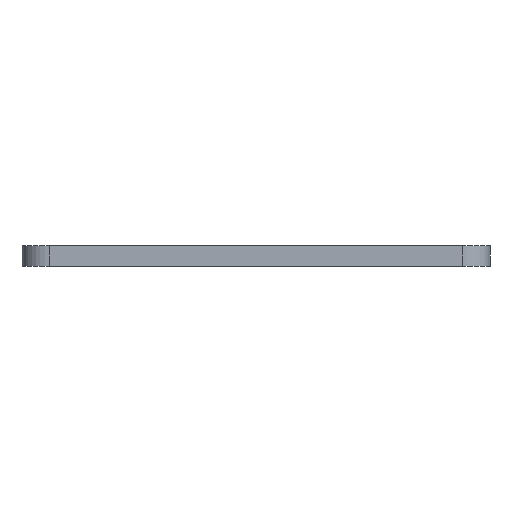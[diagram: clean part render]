
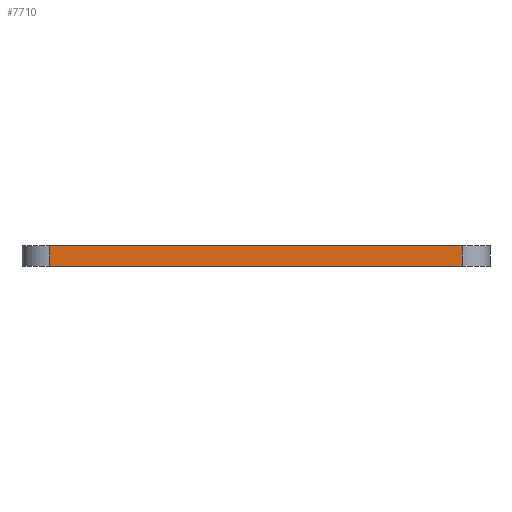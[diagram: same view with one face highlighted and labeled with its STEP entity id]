
A CAD part, left-side view. The second image highlights one B-rep face of the part: STEP entity #7710.
In plain terms, the highlighted planar face has unit normal (-1, 0, 0).
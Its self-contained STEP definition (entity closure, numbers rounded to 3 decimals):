
#234=PLANE('',#7921);
#633=FACE_OUTER_BOUND('',#1061,.T.);
#1061=EDGE_LOOP('',(#7060,#7061,#7062,#7063));
#1743=LINE('',#15012,#2435);
#1750=LINE('',#15040,#2442);
#1754=LINE('',#15057,#2446);
#1755=LINE('',#15059,#2447);
#2435=VECTOR('',#8947,10.);
#2442=VECTOR('',#8976,10.);
#2446=VECTOR('',#8996,10.);
#2447=VECTOR('',#8999,10.);
#3639=VERTEX_POINT('',#15009);
#3640=VERTEX_POINT('',#15011);
#3649=VERTEX_POINT('',#15037);
#3650=VERTEX_POINT('',#15039);
#4774=EDGE_CURVE('',#3639,#3640,#1743,.T.);
#4787=EDGE_CURVE('',#3649,#3650,#1750,.T.);
#4796=EDGE_CURVE('',#3650,#3639,#1754,.T.);
#4797=EDGE_CURVE('',#3640,#3649,#1755,.T.);
#7060=ORIENTED_EDGE('',*,*,#4796,.F.);
#7061=ORIENTED_EDGE('',*,*,#4787,.F.);
#7062=ORIENTED_EDGE('',*,*,#4797,.F.);
#7063=ORIENTED_EDGE('',*,*,#4774,.F.);
#7710=ADVANCED_FACE('',(#633),#234,.T.);
#7921=AXIS2_PLACEMENT_3D('',#15058,#8997,#8998);
#8947=DIRECTION('',(0.,-1.,0.));
#8976=DIRECTION('',(0.,1.,0.));
#8996=DIRECTION('',(0.,0.,1.));
#8997=DIRECTION('center_axis',(-1.,0.,0.));
#8998=DIRECTION('ref_axis',(0.,-1.,0.));
#8999=DIRECTION('',(0.,0.,-1.));
#15009=CARTESIAN_POINT('',(-22.657,46.4,19.86));
#15011=CARTESIAN_POINT('',(-22.657,16.492,19.86));
#15012=CARTESIAN_POINT('',(-22.657,14.492,19.86));
#15037=CARTESIAN_POINT('',(-22.657,16.492,18.36));
#15039=CARTESIAN_POINT('',(-22.657,46.4,18.36));
#15040=CARTESIAN_POINT('',(-22.657,14.492,18.36));
#15057=CARTESIAN_POINT('',(-22.657,46.4,18.36));
#15058=CARTESIAN_POINT('Origin',(-22.657,48.4,18.36));
#15059=CARTESIAN_POINT('',(-22.657,16.492,18.36));
